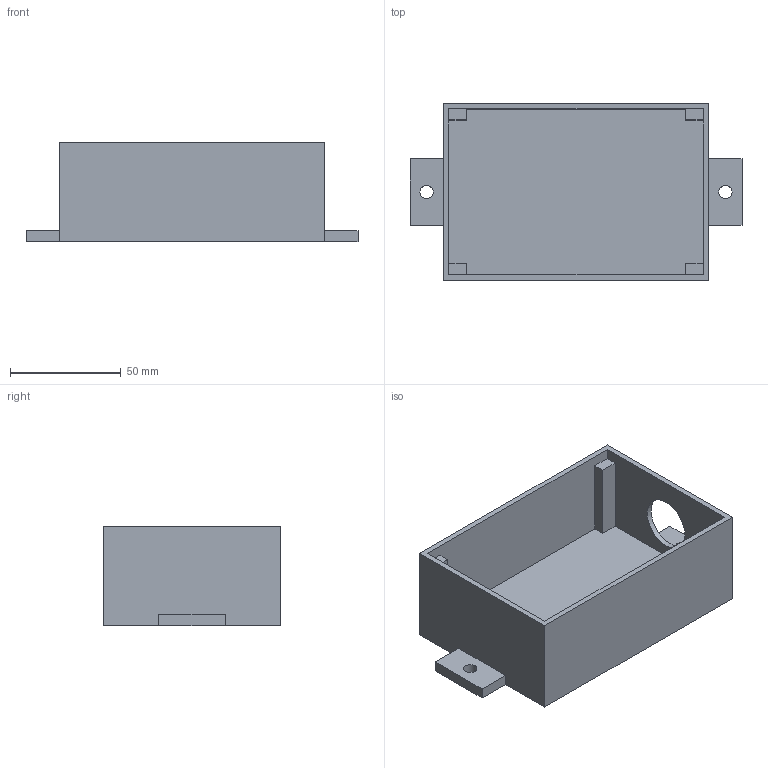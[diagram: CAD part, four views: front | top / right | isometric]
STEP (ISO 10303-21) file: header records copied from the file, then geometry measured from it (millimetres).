
FILE_DESCRIPTION(/* description */ (''),/* implementation_level */ '2;1');
FILE_NAME(/* name */ 'krabicka esp.stp',/* time_stamp */ '2023-01-30T22:14:23+01:00',/* author */ (''),/* organization */ (''),/* preprocessor_version */ 'ST-DEVELOPER v15.2',/* originating_system */ 'Autodesk Translator Framework v2.0.0.5431',/* authorisation */ '');
FILE_SCHEMA (('AUTOMOTIVE_DESIGN { 1 0 10303 214 3 1 1 }'));
Length unit declared in the file: centimetre
Products named in the file (1): (Unsaved)
Bounding box: 150 x 80 x 45 mm (x, y, z)
Volume: 95686.3 mm3; surface area: 53859.1 mm2
Topology: 1 solids, 1 shells, 34 faces, 93 edges, 62 vertices
Faces by surface type: plane 31, cylinder 3
Full cylindrical faces by diameter (mm): 6 x2, 24 x1
Entity records: 1079 total; most frequent: CARTESIAN_POINT 187, ORIENTED_EDGE 180, DIRECTION 166, EDGE_CURVE 90, LINE 84, VECTOR 84, VERTEX_POINT 62, EDGE_LOOP 44
